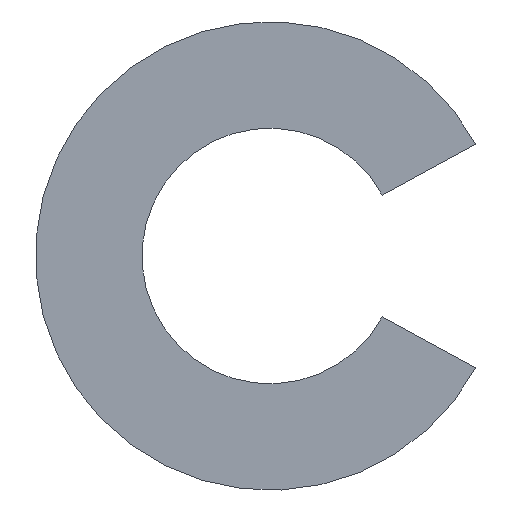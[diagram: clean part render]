
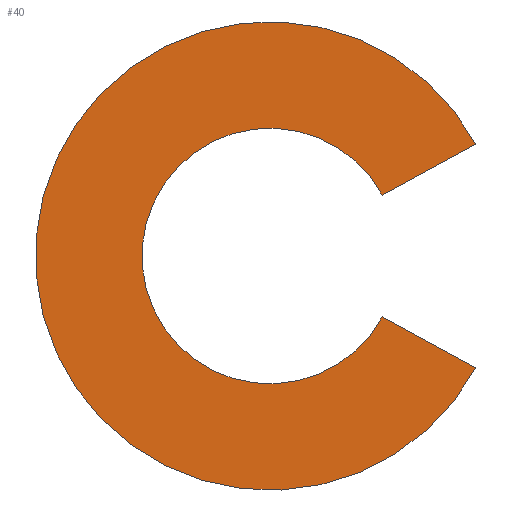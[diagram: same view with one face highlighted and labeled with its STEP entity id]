
A CAD part, front view. The second image highlights one B-rep face of the part: STEP entity #40.
In plain terms, the highlighted planar face has unit normal (0, -1, 0).
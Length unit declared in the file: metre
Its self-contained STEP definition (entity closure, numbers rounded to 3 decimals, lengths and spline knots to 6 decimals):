
#40 = ADVANCED_FACE( '', ( #74 ), #75, .F. );
#74 = FACE_OUTER_BOUND( '', #99, .T. );
#75 = PLANE( '', #100 );
#99 = EDGE_LOOP( '', ( #143, #144, #145, #146 ) );
#100 = AXIS2_PLACEMENT_3D( '', #147, #148, #149 );
#143 = ORIENTED_EDGE( '', *, *, #156, .F. );
#144 = ORIENTED_EDGE( '', *, *, #154, .T. );
#145 = ORIENTED_EDGE( '', *, *, #164, .F. );
#146 = ORIENTED_EDGE( '', *, *, #161, .F. );
#147 = CARTESIAN_POINT( '', ( 0., -0.003, 0. ) );
#148 = DIRECTION( '', ( 0., 1., 0. ) );
#149 = DIRECTION( '', ( 0., 0., 1. ) );
#154 = EDGE_CURVE( '', #170, #174, #176, .T. );
#156 = EDGE_CURVE( '', #170, #178, #179, .T. );
#161 = EDGE_CURVE( '', #178, #186, #187, .T. );
#164 = EDGE_CURVE( '', #186, #174, #190, .T. );
#170 = VERTEX_POINT( '', #196 );
#174 = VERTEX_POINT( '', #201 );
#176 = CIRCLE( '', #204, 0.006 );
#178 = VERTEX_POINT( '', #206 );
#179 = LINE( '', #207, #208 );
#186 = VERTEX_POINT( '', #217 );
#187 = CIRCLE( '', #218, 0.011 );
#190 = LINE( '', #222, #223 );
#196 = CARTESIAN_POINT( '', ( 0.005273, -0.003, -0.002863 ) );
#201 = CARTESIAN_POINT( '', ( 0.005273, -0.003, 0.002863 ) );
#204 = AXIS2_PLACEMENT_3D( '', #233, #234, #235 );
#206 = CARTESIAN_POINT( '', ( 0.009667, -0.003, -0.005249 ) );
#207 = CARTESIAN_POINT( '', ( 0., -0.003, 0. ) );
#208 = VECTOR( '', #236, 1. );
#217 = CARTESIAN_POINT( '', ( 0.009667, -0.003, 0.005249 ) );
#218 = AXIS2_PLACEMENT_3D( '', #242, #243, #244 );
#222 = CARTESIAN_POINT( '', ( 0., -0.003, 0. ) );
#223 = VECTOR( '', #246, 1. );
#233 = CARTESIAN_POINT( '', ( 0., -0.003, 0. ) );
#234 = DIRECTION( '', ( 0., 1., 0. ) );
#235 = DIRECTION( '', ( 1., 0., 0. ) );
#236 = DIRECTION( '', ( 0.879, 0., -0.477 ) );
#242 = CARTESIAN_POINT( '', ( 0., -0.003, 0. ) );
#243 = DIRECTION( '', ( 0., 1., 0. ) );
#244 = DIRECTION( '', ( 1., 0., 0. ) );
#246 = DIRECTION( '', ( -0.879, 0., -0.477 ) );
